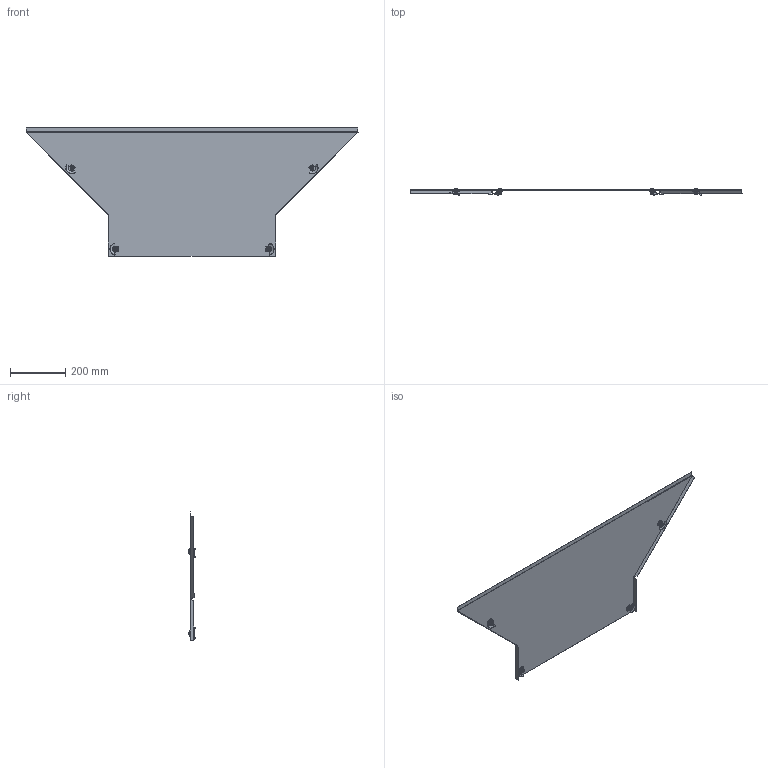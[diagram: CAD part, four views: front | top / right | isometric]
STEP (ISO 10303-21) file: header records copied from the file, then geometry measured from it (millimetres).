
FILE_DESCRIPTION (( 'STEP AP214' ), '1' );
FILE_NAME ('6226389.STEP', '2020-05-08T12:55:41', ( '' ), ( '' ), 'SwSTEP 2.0', 'SolidWorks 2018', '' );
FILE_SCHEMA (( 'AUTOMOTIVE_DESIGN' ));
Length unit declared in the file: millimetre
Products named in the file (6): KTS 14.002-012_M8x16; 6226389; 088303_NB=600; 020263_DIN EN ISO 10511 - M8 ; 099600_Standard; KTS 08.083-001_Standard
Assembly tree (17 placements, depth 2):
  6226389
    088303_NB=600
    KTS 08.083-001_Standard  x4
    KTS 14.002-012_M8x16  x4
    099600_Standard  x4
    020263_DIN EN ISO 10511 - M8   x4
Bounding box: 1197.19 x 24.53 x 462.93 mm (x, y, z)
Volume: 507688.2 mm3; surface area: 805271.3 mm2
Topology: 17 solids, 17 shells, 536 faces, 1338 edges, 848 vertices
Faces by surface type: plane 226, bspline 110, cylinder 96, cone 80, torus 16, sphere 8
Entity records: 7771 total; most frequent: CARTESIAN_POINT 3403, ORIENTED_EDGE 912, DIRECTION 721, EDGE_CURVE 456, VERTEX_POINT 293, AXIS2_PLACEMENT_3D 258, VECTOR 205, LINE 205
